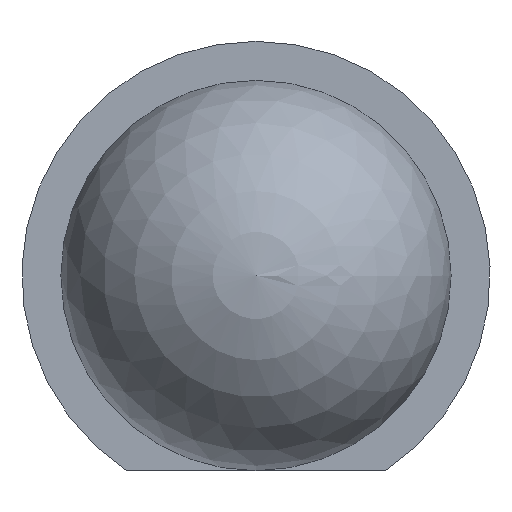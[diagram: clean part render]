
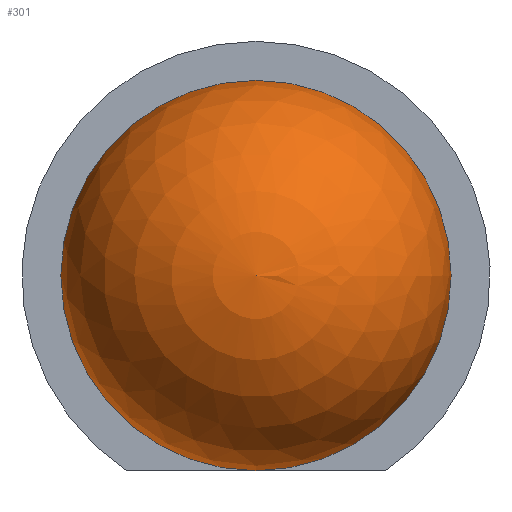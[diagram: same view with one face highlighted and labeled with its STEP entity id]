
A CAD part, front view. The second image highlights one B-rep face of the part: STEP entity #301.
In plain terms, the highlighted spherical face has radius 2.5 mm.
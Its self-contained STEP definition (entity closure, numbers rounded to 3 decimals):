
#32 = EDGE_CURVE('',#33,#35,#37,.T.);
#33 = VERTEX_POINT('',#34);
#34 = CARTESIAN_POINT('',(1.3,-7.2,0.3));
#35 = VERTEX_POINT('',#36);
#36 = CARTESIAN_POINT('',(3.8,-7.2,2.8));
#37 = CIRCLE('',#38,2.5);
#38 = AXIS2_PLACEMENT_3D('',#39,#40,#41);
#39 = CARTESIAN_POINT('',(1.3,-7.2,2.8));
#40 = DIRECTION('',(0.,-1.,0.));
#41 = DIRECTION('',(0.,0.,-1.));
#61 = VERTEX_POINT('',#62);
#62 = CARTESIAN_POINT('',(1.3,-7.2,5.3));
#68 = EDGE_CURVE('',#35,#61,#69,.T.);
#69 = CIRCLE('',#70,2.5);
#70 = AXIS2_PLACEMENT_3D('',#71,#72,#73);
#71 = CARTESIAN_POINT('',(1.3,-7.2,2.8));
#72 = DIRECTION('',(0.,-1.,0.));
#73 = DIRECTION('',(0.,0.,-1.));
#288 = EDGE_CURVE('',#61,#33,#289,.T.);
#289 = CIRCLE('',#290,2.5);
#290 = AXIS2_PLACEMENT_3D('',#291,#292,#293);
#291 = CARTESIAN_POINT('',(1.3,-7.2,2.8));
#292 = DIRECTION('',(0.,-1.,0.));
#293 = DIRECTION('',(0.,0.,-1.));
#301 = ADVANCED_FACE('',(#302),#320,.T.);
#302 = FACE_BOUND('',#303,.T.);
#303 = EDGE_LOOP('',(#304,#305,#306,#318,#319));
#304 = ORIENTED_EDGE('',*,*,#288,.T.);
#305 = ORIENTED_EDGE('',*,*,#32,.T.);
#306 = ORIENTED_EDGE('',*,*,#307,.T.);
#307 = EDGE_CURVE('',#35,#308,#310,.T.);
#308 = VERTEX_POINT('',#309);
#309 = CARTESIAN_POINT('',(1.3,-9.7,2.8));
#310 = B_SPLINE_CURVE_WITH_KNOTS('',6,(#311,#312,#313,#314,#315,#316,
    #317),.UNSPECIFIED.,.F.,.F.,(7,7),(0.,1.571),
  .PIECEWISE_BEZIER_KNOTS.);
#311 = CARTESIAN_POINT('',(3.8,-7.2,2.8));
#312 = CARTESIAN_POINT('',(3.8,-7.854,2.8));
#313 = CARTESIAN_POINT('',(3.594,-8.509,2.8));
#314 = CARTESIAN_POINT('',(3.183,-9.083,2.8));
#315 = CARTESIAN_POINT('',(2.609,-9.494,2.8));
#316 = CARTESIAN_POINT('',(1.954,-9.7,2.8));
#317 = CARTESIAN_POINT('',(1.3,-9.7,2.8));
#318 = ORIENTED_EDGE('',*,*,#307,.F.);
#319 = ORIENTED_EDGE('',*,*,#68,.T.);
#320 = SPHERICAL_SURFACE('',#321,2.5);
#321 = AXIS2_PLACEMENT_3D('',#322,#323,#324);
#322 = CARTESIAN_POINT('',(1.3,-7.2,2.8));
#323 = DIRECTION('',(0.,-1.,0.));
#324 = DIRECTION('',(1.,0.,0.));
